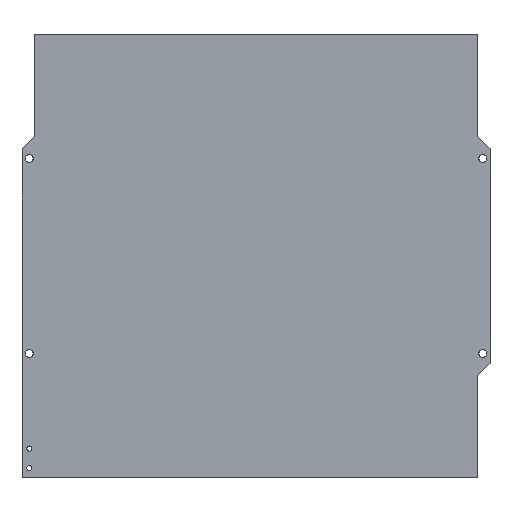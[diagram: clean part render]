
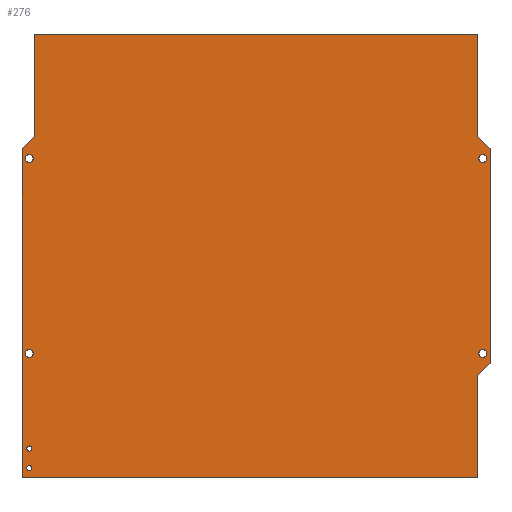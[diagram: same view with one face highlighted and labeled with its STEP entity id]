
A CAD part, top view. The second image highlights one B-rep face of the part: STEP entity #276.
In plain terms, the highlighted planar face has unit normal (0, 0, 1).
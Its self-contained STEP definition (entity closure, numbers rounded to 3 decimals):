
#42 = VERTEX_POINT('',#43);
#43 = CARTESIAN_POINT('',(187.,-41.,1.6));
#49 = EDGE_CURVE('',#42,#50,#52,.T.);
#50 = VERTEX_POINT('',#51);
#51 = CARTESIAN_POINT('',(192.,-46.,1.6));
#52 = LINE('',#53,#54);
#53 = CARTESIAN_POINT('',(187.,-41.,1.6));
#54 = VECTOR('',#55,1.);
#55 = DIRECTION('',(0.707,-0.707,0.));
#82 = VERTEX_POINT('',#83);
#83 = CARTESIAN_POINT('',(187.,1.,1.6));
#89 = EDGE_CURVE('',#82,#42,#90,.T.);
#90 = LINE('',#91,#92);
#91 = CARTESIAN_POINT('',(187.,1.,1.6));
#92 = VECTOR('',#93,1.);
#93 = DIRECTION('',(0.,-1.,0.));
#111 = EDGE_CURVE('',#50,#112,#114,.T.);
#112 = VERTEX_POINT('',#113);
#113 = CARTESIAN_POINT('',(192.,-134.,1.6));
#114 = LINE('',#115,#116);
#115 = CARTESIAN_POINT('',(192.,-46.,1.6));
#116 = VECTOR('',#117,1.);
#117 = DIRECTION('',(0.,-1.,0.));
#276 = ADVANCED_FACE('',(#277,#344,#355,#366,#377,#388,#399),#410,.T.);
#277 = FACE_BOUND('',#278,.T.);
#278 = EDGE_LOOP('',(#279,#280,#281,#289,#297,#305,#313,#321,#329,#337,
    #343));
#279 = ORIENTED_EDGE('',*,*,#49,.F.);
#280 = ORIENTED_EDGE('',*,*,#89,.F.);
#281 = ORIENTED_EDGE('',*,*,#282,.F.);
#282 = EDGE_CURVE('',#283,#82,#285,.T.);
#283 = VERTEX_POINT('',#284);
#284 = CARTESIAN_POINT('',(5.,1.,1.6));
#285 = LINE('',#286,#287);
#286 = CARTESIAN_POINT('',(5.,1.,1.6));
#287 = VECTOR('',#288,1.);
#288 = DIRECTION('',(1.,0.,0.));
#289 = ORIENTED_EDGE('',*,*,#290,.F.);
#290 = EDGE_CURVE('',#291,#283,#293,.T.);
#291 = VERTEX_POINT('',#292);
#292 = CARTESIAN_POINT('',(5.,-41.,1.6));
#293 = LINE('',#294,#295);
#294 = CARTESIAN_POINT('',(5.,-41.,1.6));
#295 = VECTOR('',#296,1.);
#296 = DIRECTION('',(0.,1.,0.));
#297 = ORIENTED_EDGE('',*,*,#298,.F.);
#298 = EDGE_CURVE('',#299,#291,#301,.T.);
#299 = VERTEX_POINT('',#300);
#300 = CARTESIAN_POINT('',(0.,-46.,1.6));
#301 = LINE('',#302,#303);
#302 = CARTESIAN_POINT('',(0.,-46.,1.6));
#303 = VECTOR('',#304,1.);
#304 = DIRECTION('',(0.707,0.707,0.));
#305 = ORIENTED_EDGE('',*,*,#306,.F.);
#306 = EDGE_CURVE('',#307,#299,#309,.T.);
#307 = VERTEX_POINT('',#308);
#308 = CARTESIAN_POINT('',(0.,-126.,1.6));
#309 = LINE('',#310,#311);
#310 = CARTESIAN_POINT('',(0.,-126.,1.6));
#311 = VECTOR('',#312,1.);
#312 = DIRECTION('',(0.,1.,0.));
#313 = ORIENTED_EDGE('',*,*,#314,.F.);
#314 = EDGE_CURVE('',#315,#307,#317,.T.);
#315 = VERTEX_POINT('',#316);
#316 = CARTESIAN_POINT('',(0.,-181.,1.6));
#317 = LINE('',#318,#319);
#318 = CARTESIAN_POINT('',(0.,-181.,1.6));
#319 = VECTOR('',#320,1.);
#320 = DIRECTION('',(0.,1.,0.));
#321 = ORIENTED_EDGE('',*,*,#322,.F.);
#322 = EDGE_CURVE('',#323,#315,#325,.T.);
#323 = VERTEX_POINT('',#324);
#324 = CARTESIAN_POINT('',(187.,-181.,1.6));
#325 = LINE('',#326,#327);
#326 = CARTESIAN_POINT('',(187.,-181.,1.6));
#327 = VECTOR('',#328,1.);
#328 = DIRECTION('',(-1.,0.,0.));
#329 = ORIENTED_EDGE('',*,*,#330,.F.);
#330 = EDGE_CURVE('',#331,#323,#333,.T.);
#331 = VERTEX_POINT('',#332);
#332 = CARTESIAN_POINT('',(187.,-139.,1.6));
#333 = LINE('',#334,#335);
#334 = CARTESIAN_POINT('',(187.,-139.,1.6));
#335 = VECTOR('',#336,1.);
#336 = DIRECTION('',(0.,-1.,0.));
#337 = ORIENTED_EDGE('',*,*,#338,.F.);
#338 = EDGE_CURVE('',#112,#331,#339,.T.);
#339 = LINE('',#340,#341);
#340 = CARTESIAN_POINT('',(192.,-134.,1.6));
#341 = VECTOR('',#342,1.);
#342 = DIRECTION('',(-0.707,-0.707,0.));
#343 = ORIENTED_EDGE('',*,*,#111,.F.);
#344 = FACE_BOUND('',#345,.T.);
#345 = EDGE_LOOP('',(#346));
#346 = ORIENTED_EDGE('',*,*,#347,.T.);
#347 = EDGE_CURVE('',#348,#348,#350,.T.);
#348 = VERTEX_POINT('',#349);
#349 = CARTESIAN_POINT('',(3.,-178.05,1.6));
#350 = CIRCLE('',#351,1.05);
#351 = AXIS2_PLACEMENT_3D('',#352,#353,#354);
#352 = CARTESIAN_POINT('',(3.,-177.,1.6));
#353 = DIRECTION('',(-0.,0.,-1.));
#354 = DIRECTION('',(-0.,-1.,0.));
#355 = FACE_BOUND('',#356,.T.);
#356 = EDGE_LOOP('',(#357));
#357 = ORIENTED_EDGE('',*,*,#358,.T.);
#358 = EDGE_CURVE('',#359,#359,#361,.T.);
#359 = VERTEX_POINT('',#360);
#360 = CARTESIAN_POINT('',(3.,-170.05,1.6));
#361 = CIRCLE('',#362,1.05);
#362 = AXIS2_PLACEMENT_3D('',#363,#364,#365);
#363 = CARTESIAN_POINT('',(3.,-169.,1.6));
#364 = DIRECTION('',(-0.,0.,-1.));
#365 = DIRECTION('',(-0.,-1.,0.));
#366 = FACE_BOUND('',#367,.T.);
#367 = EDGE_LOOP('',(#368));
#368 = ORIENTED_EDGE('',*,*,#369,.T.);
#369 = EDGE_CURVE('',#370,#370,#372,.T.);
#370 = VERTEX_POINT('',#371);
#371 = CARTESIAN_POINT('',(3.,-131.6,1.6));
#372 = CIRCLE('',#373,1.6);
#373 = AXIS2_PLACEMENT_3D('',#374,#375,#376);
#374 = CARTESIAN_POINT('',(3.,-130.,1.6));
#375 = DIRECTION('',(-0.,0.,-1.));
#376 = DIRECTION('',(-0.,-1.,0.));
#377 = FACE_BOUND('',#378,.T.);
#378 = EDGE_LOOP('',(#379));
#379 = ORIENTED_EDGE('',*,*,#380,.T.);
#380 = EDGE_CURVE('',#381,#381,#383,.T.);
#381 = VERTEX_POINT('',#382);
#382 = CARTESIAN_POINT('',(189.,-131.6,1.6));
#383 = CIRCLE('',#384,1.6);
#384 = AXIS2_PLACEMENT_3D('',#385,#386,#387);
#385 = CARTESIAN_POINT('',(189.,-130.,1.6));
#386 = DIRECTION('',(-0.,0.,-1.));
#387 = DIRECTION('',(-0.,-1.,0.));
#388 = FACE_BOUND('',#389,.T.);
#389 = EDGE_LOOP('',(#390));
#390 = ORIENTED_EDGE('',*,*,#391,.T.);
#391 = EDGE_CURVE('',#392,#392,#394,.T.);
#392 = VERTEX_POINT('',#393);
#393 = CARTESIAN_POINT('',(3.,-51.6,1.6));
#394 = CIRCLE('',#395,1.6);
#395 = AXIS2_PLACEMENT_3D('',#396,#397,#398);
#396 = CARTESIAN_POINT('',(3.,-50.,1.6));
#397 = DIRECTION('',(-0.,0.,-1.));
#398 = DIRECTION('',(-0.,-1.,0.));
#399 = FACE_BOUND('',#400,.T.);
#400 = EDGE_LOOP('',(#401));
#401 = ORIENTED_EDGE('',*,*,#402,.T.);
#402 = EDGE_CURVE('',#403,#403,#405,.T.);
#403 = VERTEX_POINT('',#404);
#404 = CARTESIAN_POINT('',(189.,-51.6,1.6));
#405 = CIRCLE('',#406,1.6);
#406 = AXIS2_PLACEMENT_3D('',#407,#408,#409);
#407 = CARTESIAN_POINT('',(189.,-50.,1.6));
#408 = DIRECTION('',(-0.,0.,-1.));
#409 = DIRECTION('',(-0.,-1.,0.));
#410 = PLANE('',#411);
#411 = AXIS2_PLACEMENT_3D('',#412,#413,#414);
#412 = CARTESIAN_POINT('',(0.,0.,1.6));
#413 = DIRECTION('',(0.,0.,1.));
#414 = DIRECTION('',(1.,0.,-0.));
